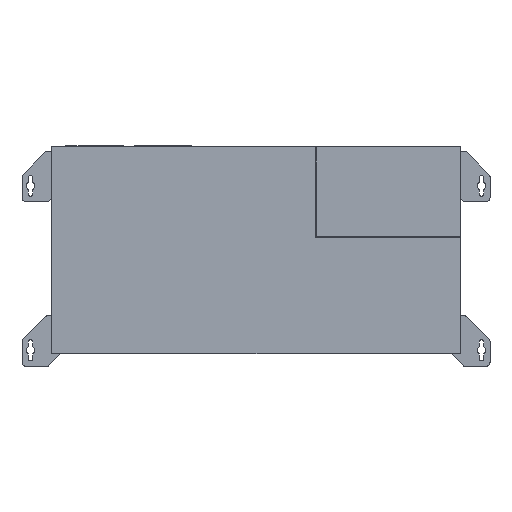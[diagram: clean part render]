
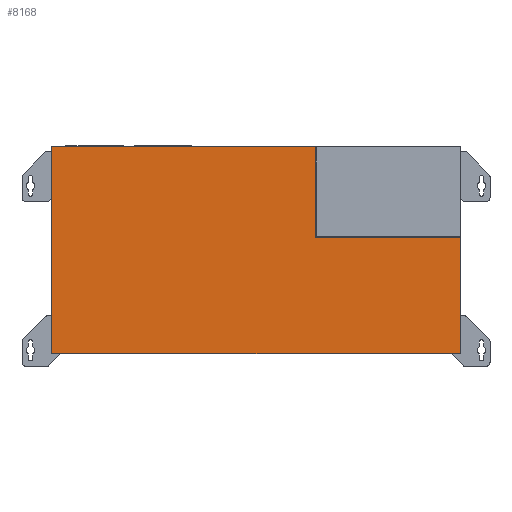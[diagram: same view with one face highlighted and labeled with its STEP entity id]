
A CAD part, top view. The second image highlights one B-rep face of the part: STEP entity #8168.
In plain terms, the highlighted planar face has unit normal (0, 0, 1).
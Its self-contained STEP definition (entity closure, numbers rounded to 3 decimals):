
#649=ORIENTED_EDGE('',*,*,#2944,.F.);
#650=ORIENTED_EDGE('',*,*,#2945,.F.);
#651=ORIENTED_EDGE('',*,*,#2733,.T.);
#652=ORIENTED_EDGE('',*,*,#2943,.T.);
#653=ORIENTED_EDGE('',*,*,#2937,.T.);
#654=ORIENTED_EDGE('',*,*,#2942,.T.);
#2733=EDGE_CURVE('',#3893,#3895,#4701,.T.);
#2937=EDGE_CURVE('',#4071,#4072,#4896,.T.);
#2942=EDGE_CURVE('',#4072,#4076,#4901,.T.);
#2943=EDGE_CURVE('',#3895,#4071,#4902,.T.);
#2944=EDGE_CURVE('',#4077,#4076,#4903,.T.);
#2945=EDGE_CURVE('',#3893,#4077,#4904,.T.);
#3893=VERTEX_POINT('',#11685);
#3895=VERTEX_POINT('',#11689);
#4071=VERTEX_POINT('',#12101);
#4072=VERTEX_POINT('',#12103);
#4076=VERTEX_POINT('',#12113);
#4077=VERTEX_POINT('',#12119);
#4701=LINE('',#11690,#5691);
#4896=LINE('',#12104,#5886);
#4901=LINE('',#12114,#5891);
#4902=LINE('',#12116,#5892);
#4903=LINE('',#12118,#5893);
#4904=LINE('',#12120,#5894);
#5691=VECTOR('',#9349,1000.);
#5886=VECTOR('',#9628,1000.);
#5891=VECTOR('',#9635,1000.);
#5892=VECTOR('',#9638,1000.);
#5893=VECTOR('',#9641,1000.);
#5894=VECTOR('',#9642,1000.);
#6654=EDGE_LOOP('',(#649,#650,#651,#652,#653,#654));
#7244=FACE_BOUND('',#6654,.T.);
#7803=PLANE('',#8645);
#8168=ADVANCED_FACE('',(#7244),#7803,.T.);
#8645=AXIS2_PLACEMENT_3D('',#12117,#9639,#9640);
#9349=DIRECTION('',(-1.,0.,0.));
#9628=DIRECTION('',(1.,0.,0.));
#9635=DIRECTION('',(0.,1.,0.));
#9638=DIRECTION('',(0.,-1.,0.));
#9639=DIRECTION('',(0.,0.,1.));
#9640=DIRECTION('',(1.,0.,0.));
#9641=DIRECTION('',(1.,0.,0.));
#9642=DIRECTION('',(0.,-1.,0.));
#11685=CARTESIAN_POINT('',(70.5,122.5,75.8));
#11689=CARTESIAN_POINT('',(-242.5,122.5,75.8));
#11690=CARTESIAN_POINT('',(242.5,122.5,75.8));
#12101=CARTESIAN_POINT('',(-242.5,-122.5,75.8));
#12103=CARTESIAN_POINT('',(242.5,-122.5,75.8));
#12104=CARTESIAN_POINT('',(-242.5,-122.5,75.8));
#12113=CARTESIAN_POINT('',(242.5,15.5,75.8));
#12114=CARTESIAN_POINT('',(242.5,-122.5,75.8));
#12116=CARTESIAN_POINT('',(-242.5,122.5,75.8));
#12117=CARTESIAN_POINT('',(0.,0.,75.8));
#12118=CARTESIAN_POINT('',(70.5,15.5,75.8));
#12119=CARTESIAN_POINT('',(70.5,15.5,75.8));
#12120=CARTESIAN_POINT('',(70.5,122.5,75.8));
